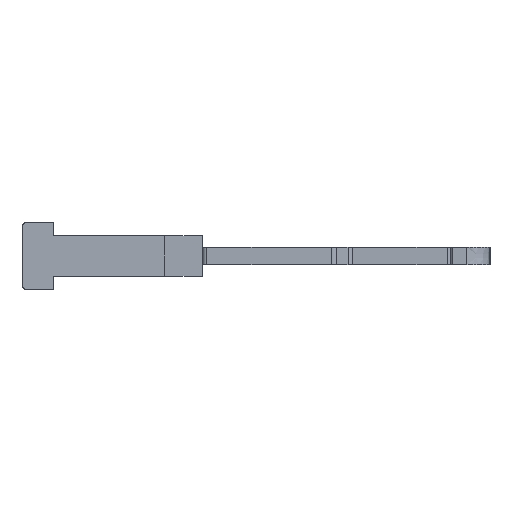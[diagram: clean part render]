
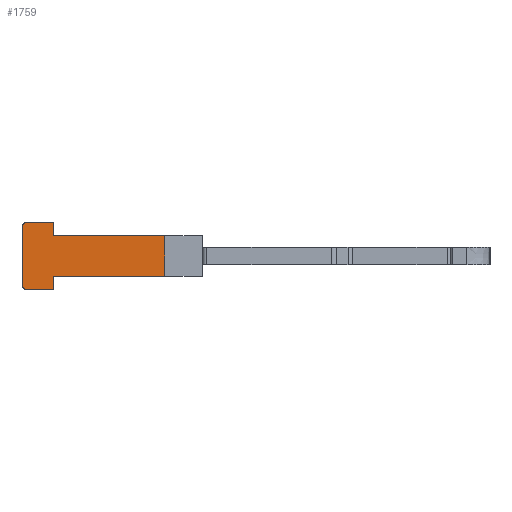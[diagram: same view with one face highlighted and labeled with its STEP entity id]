
A CAD part, left-side view. The second image highlights one B-rep face of the part: STEP entity #1759.
In plain terms, the highlighted face is planar.
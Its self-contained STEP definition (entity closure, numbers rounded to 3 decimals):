
#279=CARTESIAN_POINT('',(-6.7,33.,-10.95));
#280=DIRECTION('',(0.,0.,-1.));
#281=DIRECTION('',(0.,1.,0.));
#282=AXIS2_PLACEMENT_3D('',#279,#280,#281);
#287=CARTESIAN_POINT('',(-9.3,33.,-10.95));
#288=DIRECTION('',(0.,0.,-1.));
#289=DIRECTION('',(-1.,0.,0.));
#290=AXIS2_PLACEMENT_3D('',#287,#288,#289);
#295=DIRECTION('',(0.,1.,0.));
#296=VECTOR('',#295,1.2);
#297=CARTESIAN_POINT('',(-9.5,31.8,-10.95));
#298=LINE('',#297,#296);
#302=DIRECTION('',(-1.,0.,0.));
#303=VECTOR('',#302,0.6);
#304=CARTESIAN_POINT('',(-8.9,31.8,-10.95));
#305=LINE('',#304,#303);
#309=DIRECTION('',(0.,1.,0.));
#310=VECTOR('',#309,5.);
#311=CARTESIAN_POINT('',(-8.9,26.8,-10.95));
#312=LINE('',#311,#310);
#316=DIRECTION('',(-1.,0.,0.));
#317=VECTOR('',#316,1.8);
#318=CARTESIAN_POINT('',(-7.1,26.8,-10.95));
#319=LINE('',#318,#317);
#330=DIRECTION('',(1.,0.,0.));
#331=VECTOR('',#330,0.6);
#332=CARTESIAN_POINT('',(-7.1,31.8,-10.95));
#333=LINE('',#332,#331);
#358=DIRECTION('',(0.,1.,0.));
#359=VECTOR('',#358,5.);
#360=CARTESIAN_POINT('',(-7.1,26.8,-10.95));
#361=LINE('',#360,#359);
#591=DIRECTION('',(0.,1.,0.));
#592=VECTOR('',#591,1.2);
#593=CARTESIAN_POINT('',(-6.5,31.8,-10.95));
#594=LINE('',#593,#592);
#633=DIRECTION('',(-1.,0.,0.));
#634=VECTOR('',#633,2.6);
#635=CARTESIAN_POINT('',(-6.7,33.2,-10.95));
#636=LINE('',#635,#634);
#1267=CARTESIAN_POINT('',(-9.5,31.8,-10.95));
#1268=VERTEX_POINT('',#1267);
#1269=CARTESIAN_POINT('',(-9.5,33.,-10.95));
#1270=VERTEX_POINT('',#1269);
#1312=CARTESIAN_POINT('',(-6.5,33.,-10.95));
#1314=VERTEX_POINT('',#1312);
#1315=CARTESIAN_POINT('',(-6.5,31.8,-10.95));
#1316=VERTEX_POINT('',#1315);
#1371=CARTESIAN_POINT('',(-6.7,33.2,-10.95));
#1372=VERTEX_POINT('',#1371);
#1373=CARTESIAN_POINT('',(-9.3,33.2,-10.95));
#1374=VERTEX_POINT('',#1373);
#1392=CARTESIAN_POINT('',(-8.9,31.8,-10.95));
#1394=VERTEX_POINT('',#1392);
#1395=CARTESIAN_POINT('',(-8.9,26.8,-10.95));
#1396=VERTEX_POINT('',#1395);
#1397=CARTESIAN_POINT('',(-7.1,26.8,-10.95));
#1398=VERTEX_POINT('',#1397);
#1399=CARTESIAN_POINT('',(-7.1,31.8,-10.95));
#1400=VERTEX_POINT('',#1399);
#1734=CARTESIAN_POINT('',(-8.9,33.2,-10.95));
#1735=DIRECTION('',(0.,0.,-1.));
#1736=DIRECTION('',(0.,1.,0.));
#1737=AXIS2_PLACEMENT_3D('',#1734,#1735,#1736);
#1738=PLANE('',#1737);
#1740=ORIENTED_EDGE('',*,*,#1739,.T.);
#1742=ORIENTED_EDGE('',*,*,#1741,.T.);
#1744=ORIENTED_EDGE('',*,*,#1743,.F.);
#1746=ORIENTED_EDGE('',*,*,#1745,.T.);
#1748=ORIENTED_EDGE('',*,*,#1747,.F.);
#1750=ORIENTED_EDGE('',*,*,#1749,.F.);
#1751=ORIENTED_EDGE('',*,*,#1720,.F.);
#1752=ORIENTED_EDGE('',*,*,#1631,.F.);
#1754=ORIENTED_EDGE('',*,*,#1753,.F.);
#1756=ORIENTED_EDGE('',*,*,#1755,.T.);
#1757=EDGE_LOOP('',(#1740,#1742,#1744,#1746,#1748,#1750,#1751,#1752,#1754,
#1756));
#1758=FACE_OUTER_BOUND('',#1757,.F.);
#283=CIRCLE('',#282,0.2);
#291=CIRCLE('',#290,0.2);
#1631=EDGE_CURVE('',#1396,#1394,#312,.T.);
#1720=EDGE_CURVE('',#1394,#1268,#305,.T.);
#1739=EDGE_CURVE('',#1400,#1316,#333,.T.);
#1741=EDGE_CURVE('',#1316,#1314,#594,.T.);
#1743=EDGE_CURVE('',#1372,#1314,#283,.T.);
#1745=EDGE_CURVE('',#1372,#1374,#636,.T.);
#1747=EDGE_CURVE('',#1270,#1374,#291,.T.);
#1749=EDGE_CURVE('',#1268,#1270,#298,.T.);
#1753=EDGE_CURVE('',#1398,#1396,#319,.T.);
#1755=EDGE_CURVE('',#1398,#1400,#361,.T.);
#1759=ADVANCED_FACE('',(#1758),#1738,.T.);
